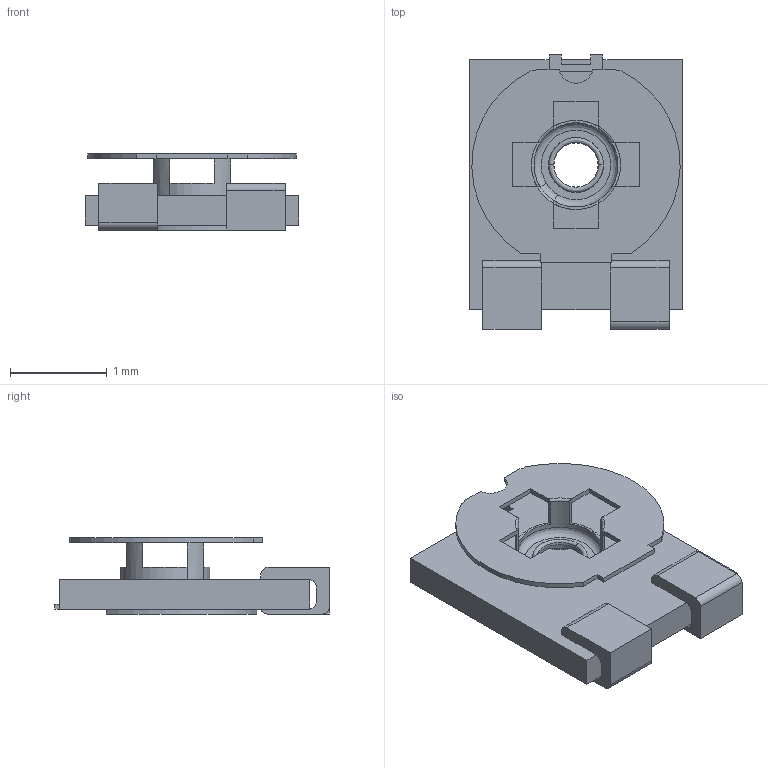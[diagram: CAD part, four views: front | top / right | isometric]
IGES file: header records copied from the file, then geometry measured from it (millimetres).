
Start section:  PTC IGES file: TC42.igs
Global section: file name: TC42.igs; native system: Creo Parametric by Parametric Technology Corporation; preprocessor: 2012230; author: maxm; organization: Unknown; date: 20130806.114429; units: inch
Bounding box: 2.21 x 2.84 x 0.79 mm (x, y, z)
Surface area: 24.2 mm2 (no closed solid volume)
Topology: 0 solids, 0 shells, 108 faces, 632 edges, 632 vertices
Faces by surface type: bspline 72, revolution 36
